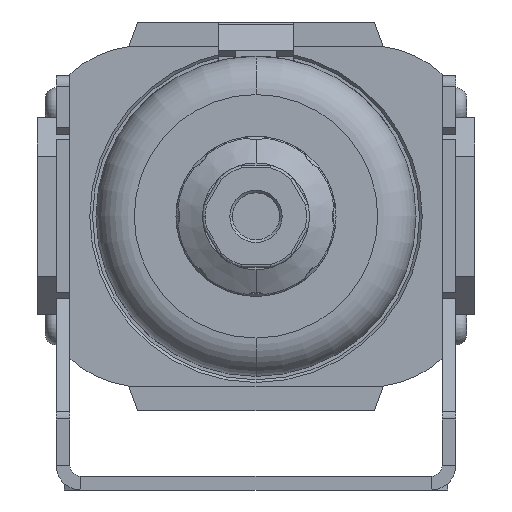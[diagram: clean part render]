
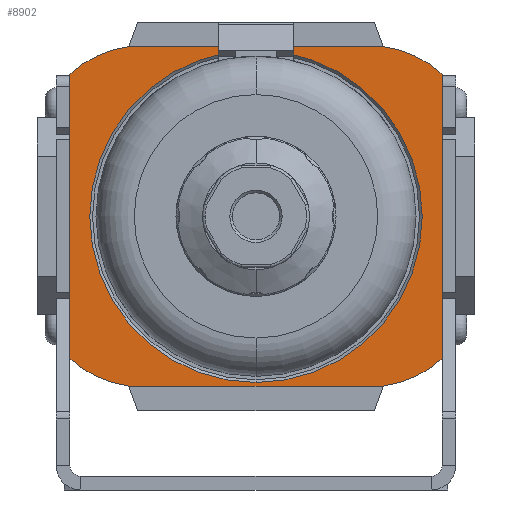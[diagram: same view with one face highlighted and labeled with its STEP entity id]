
A CAD part, front view. The second image highlights one B-rep face of the part: STEP entity #8902.
In plain terms, the highlighted planar face has unit normal (0, -1, 0).
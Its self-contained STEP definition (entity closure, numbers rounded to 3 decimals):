
#77 = ORIENTED_EDGE ( 'NONE', *, *, #10596, .T. ) ;
#224 = CARTESIAN_POINT ( 'NONE',  ( -23.258, -35., -31. ) ) ;
#250 = EDGE_CURVE ( 'NONE', #1874, #8017, #6959, .T. ) ;
#311 = DIRECTION ( 'NONE',  ( 0., 0., -1. ) ) ;
#315 = EDGE_CURVE ( 'NONE', #11252, #8017, #11108, .T. ) ;
#394 = CARTESIAN_POINT ( 'NONE',  ( -34., -35., -26. ) ) ;
#455 = DIRECTION ( 'NONE',  ( 1., 0., 0. ) ) ;
#937 = CARTESIAN_POINT ( 'NONE',  ( -34., -35., 26. ) ) ;
#942 = ORIENTED_EDGE ( 'NONE', *, *, #4186, .T. ) ;
#1328 = CARTESIAN_POINT ( 'NONE',  ( 34., -35., -26. ) ) ;
#1383 = DIRECTION ( 'NONE',  ( 0., 1., 0. ) ) ;
#1476 = ORIENTED_EDGE ( 'NONE', *, *, #2321, .T. ) ;
#1509 = DIRECTION ( 'NONE',  ( 0., 1., 0. ) ) ;
#1511 = DIRECTION ( 'NONE',  ( 0., -1., 0. ) ) ;
#1620 = LINE ( 'NONE', #3151, #6349 ) ;
#1648 = CARTESIAN_POINT ( 'NONE',  ( 34., -35., 35.5 ) ) ;
#1664 = CARTESIAN_POINT ( 'NONE',  ( 23.258, -35., -31. ) ) ;
#1715 = DIRECTION ( 'NONE',  ( -1., 0., 0. ) ) ;
#1828 = ORIENTED_EDGE ( 'NONE', *, *, #1984, .T. ) ;
#1838 = VERTEX_POINT ( 'NONE', #9688 ) ;
#1874 = VERTEX_POINT ( 'NONE', #224 ) ;
#1945 = CIRCLE ( 'NONE', #9092, 20. ) ;
#1984 = EDGE_CURVE ( 'NONE', #1838, #11252, #9959, .T. ) ;
#2021 = VERTEX_POINT ( 'NONE', #3471 ) ;
#2116 = VERTEX_POINT ( 'NONE', #6411 ) ;
#2321 = EDGE_CURVE ( 'NONE', #1874, #9455, #1620, .T. ) ;
#2504 = CARTESIAN_POINT ( 'NONE',  ( 34., -35., 31. ) ) ;
#2619 = CIRCLE ( 'NONE', #4521, 30.36 ) ;
#2707 = DIRECTION ( 'NONE',  ( 0., 1., 0. ) ) ;
#2762 = EDGE_LOOP ( 'NONE', ( #8004, #942 ) ) ;
#2851 = DIRECTION ( 'NONE',  ( 0., -1., 0. ) ) ;
#3151 = CARTESIAN_POINT ( 'NONE',  ( 34., -35., -31. ) ) ;
#3471 = CARTESIAN_POINT ( 'NONE',  ( 0., -35., -30.36 ) ) ;
#3563 = LINE ( 'NONE', #1648, #5470 ) ;
#3573 = ORIENTED_EDGE ( 'NONE', *, *, #6497, .F. ) ;
#3935 = ORIENTED_EDGE ( 'NONE', *, *, #250, .F. ) ;
#4186 = EDGE_CURVE ( 'NONE', #8690, #2021, #2619, .T. ) ;
#4521 = AXIS2_PLACEMENT_3D ( 'NONE', #7059, #1383, #8048 ) ;
#4819 = VERTEX_POINT ( 'NONE', #10606 ) ;
#4946 = AXIS2_PLACEMENT_3D ( 'NONE', #7180, #1511, #8159 ) ;
#5225 = AXIS2_PLACEMENT_3D ( 'NONE', #11812, #6141, #455 ) ;
#5355 = CIRCLE ( 'NONE', #5225, 20. ) ;
#5470 = VECTOR ( 'NONE', #6392, 1000. ) ;
#5853 = VECTOR ( 'NONE', #8197, 1000. ) ;
#6141 = DIRECTION ( 'NONE',  ( 0., 1., 0. ) ) ;
#6172 = FACE_BOUND ( 'NONE', #2762, .T. ) ;
#6331 = ORIENTED_EDGE ( 'NONE', *, *, #9328, .T. ) ;
#6349 = VECTOR ( 'NONE', #10717, 1000. ) ;
#6392 = DIRECTION ( 'NONE',  ( 0., 0., -1. ) ) ;
#6411 = CARTESIAN_POINT ( 'NONE',  ( 34., -35., 26. ) ) ;
#6417 = PLANE ( 'NONE',  #7526 ) ;
#6497 = EDGE_CURVE ( 'NONE', #4819, #2116, #5355, .T. ) ;
#6909 = CARTESIAN_POINT ( 'NONE',  ( -34., -35., 35.5 ) ) ;
#6959 = CIRCLE ( 'NONE', #10648, 20. ) ;
#7018 = CARTESIAN_POINT ( 'NONE',  ( 0., -35., 30.36 ) ) ;
#7059 = CARTESIAN_POINT ( 'NONE',  ( 0., -35., 0. ) ) ;
#7178 = CARTESIAN_POINT ( 'NONE',  ( -20.568, -35., -11.182 ) ) ;
#7180 = CARTESIAN_POINT ( 'NONE',  ( -20.568, -35., 11.182 ) ) ;
#7396 = DIRECTION ( 'NONE',  ( 0., 1., 0. ) ) ;
#7526 = AXIS2_PLACEMENT_3D ( 'NONE', #12061, #7396, #1715 ) ;
#8004 = ORIENTED_EDGE ( 'NONE', *, *, #9483, .T. ) ;
#8017 = VERTEX_POINT ( 'NONE', #394 ) ;
#8048 = DIRECTION ( 'NONE',  ( -1., 0., 0. ) ) ;
#8155 = DIRECTION ( 'NONE',  ( -1., 0., 0. ) ) ;
#8159 = DIRECTION ( 'NONE',  ( -1., 0., 0. ) ) ;
#8197 = DIRECTION ( 'NONE',  ( -1., 0., 0. ) ) ;
#8388 = CARTESIAN_POINT ( 'NONE',  ( 0., -35., 0. ) ) ;
#8409 = LINE ( 'NONE', #2504, #5853 ) ;
#8416 = FACE_OUTER_BOUND ( 'NONE', #9345, .T. ) ;
#8525 = CARTESIAN_POINT ( 'NONE',  ( 20.568, -35., -11.182 ) ) ;
#8599 = VECTOR ( 'NONE', #311, 1000. ) ;
#8690 = VERTEX_POINT ( 'NONE', #7018 ) ;
#8902 = ADVANCED_FACE ( 'NONE', ( #6172, #8416 ), #6417, .F. ) ;
#9092 = AXIS2_PLACEMENT_3D ( 'NONE', #8525, #2851, #9488 ) ;
#9202 = VERTEX_POINT ( 'NONE', #1328 ) ;
#9328 = EDGE_CURVE ( 'NONE', #4819, #1838, #8409, .T. ) ;
#9345 = EDGE_LOOP ( 'NONE', ( #3935, #1476, #77, #9544, #3573, #6331, #1828, #10819 ) ) ;
#9348 = DIRECTION ( 'NONE',  ( -1., 0., 0. ) ) ;
#9455 = VERTEX_POINT ( 'NONE', #1664 ) ;
#9483 = EDGE_CURVE ( 'NONE', #2021, #8690, #12213, .T. ) ;
#9488 = DIRECTION ( 'NONE',  ( 1., 0., 0. ) ) ;
#9544 = ORIENTED_EDGE ( 'NONE', *, *, #11652, .F. ) ;
#9688 = CARTESIAN_POINT ( 'NONE',  ( -23.258, -35., 31. ) ) ;
#9959 = CIRCLE ( 'NONE', #4946, 20. ) ;
#10596 = EDGE_CURVE ( 'NONE', #9455, #9202, #1945, .T. ) ;
#10606 = CARTESIAN_POINT ( 'NONE',  ( 23.258, -35., 31. ) ) ;
#10648 = AXIS2_PLACEMENT_3D ( 'NONE', #7178, #1509, #8155 ) ;
#10717 = DIRECTION ( 'NONE',  ( 1., 0., 0. ) ) ;
#10819 = ORIENTED_EDGE ( 'NONE', *, *, #315, .T. ) ;
#11108 = LINE ( 'NONE', #6909, #8599 ) ;
#11252 = VERTEX_POINT ( 'NONE', #937 ) ;
#11652 = EDGE_CURVE ( 'NONE', #2116, #9202, #3563, .T. ) ;
#11812 = CARTESIAN_POINT ( 'NONE',  ( 20.568, -35., 11.182 ) ) ;
#12061 = CARTESIAN_POINT ( 'NONE',  ( 34., -35., 35.5 ) ) ;
#12128 = AXIS2_PLACEMENT_3D ( 'NONE', #8388, #2707, #9348 ) ;
#12213 = CIRCLE ( 'NONE', #12128, 30.36 ) ;
